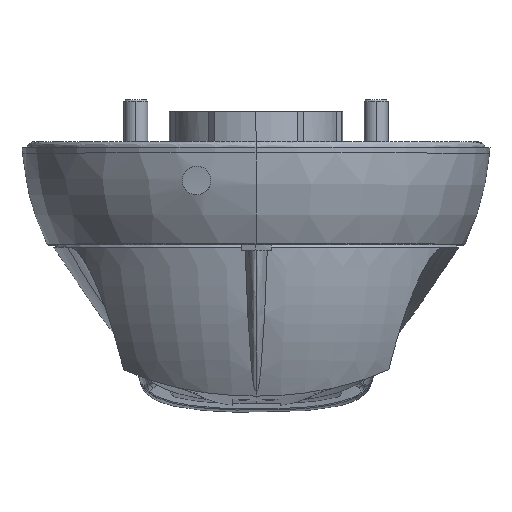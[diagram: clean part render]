
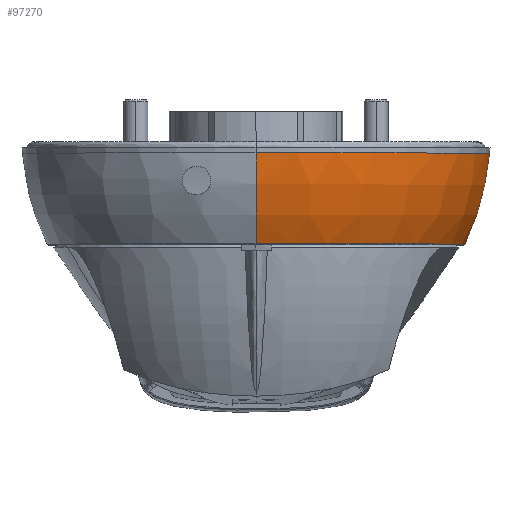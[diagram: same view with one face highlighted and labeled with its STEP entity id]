
A CAD part, top view. The second image highlights one B-rep face of the part: STEP entity #97270.
In plain terms, the highlighted toroidal (fillet/blend) face has major radius 7.615 mm and minor radius 31.3 mm.
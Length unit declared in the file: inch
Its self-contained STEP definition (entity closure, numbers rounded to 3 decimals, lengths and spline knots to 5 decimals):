
#4403 = DIRECTION ( 'NONE',  ( 0., 0., -1. ) ) ;
#5305 = AXIS2_PLACEMENT_3D ( 'NONE', #155090, #6414, #94065 ) ;
#6282 = CARTESIAN_POINT ( 'NONE',  ( 0., -0.0213, -0.29979 ) ) ;
#6370 = CARTESIAN_POINT ( 'NONE',  ( 0., -0.63184, 0. ) ) ;
#6414 = DIRECTION ( 'NONE',  ( 0., 1., 0. ) ) ;
#7010 = CARTESIAN_POINT ( 'NONE',  ( 0., -0.03543, -1.53199 ) ) ;
#18086 = EDGE_CURVE ( 'NONE', #133601, #22986, #127210, .T. ) ;
#18784 = DIRECTION ( 'NONE',  ( 0., 0., -1. ) ) ;
#18875 = DIRECTION ( 'NONE',  ( 0., 0., 1. ) ) ;
#21375 = AXIS2_PLACEMENT_3D ( 'NONE', #47730, #134148, #60204 ) ;
#22986 = VERTEX_POINT ( 'NONE', #56042 ) ;
#29666 = ORIENTED_EDGE ( 'NONE', *, *, #73897, .T. ) ;
#34592 = CIRCLE ( 'NONE', #102481, 1.37019 ) ;
#36890 = FACE_OUTER_BOUND ( 'NONE', #145709, .T. ) ;
#38231 = VERTEX_POINT ( 'NONE', #121265 ) ;
#39370 = VERTEX_POINT ( 'NONE', #7010 ) ;
#39861 = CARTESIAN_POINT ( 'NONE',  ( 1.37019, -0.63184, 0. ) ) ;
#44512 = ORIENTED_EDGE ( 'NONE', *, *, #141706, .T. ) ;
#47730 = CARTESIAN_POINT ( 'NONE',  ( 0., -0.63184, 0. ) ) ;
#47940 = VERTEX_POINT ( 'NONE', #153972 ) ;
#54352 = EDGE_CURVE ( 'NONE', #47940, #133601, #34592, .T. ) ;
#56042 = CARTESIAN_POINT ( 'NONE',  ( 0., -0.63184, -1.37019 ) ) ;
#58114 = CARTESIAN_POINT ( 'NONE',  ( 0., -0.0213, 0.29979 ) ) ;
#60204 = DIRECTION ( 'NONE',  ( 0., 0., 1. ) ) ;
#69090 = CIRCLE ( 'NONE', #94628, 1.23228 ) ;
#70524 = DIRECTION ( 'NONE',  ( 0., 0., 1. ) ) ;
#73897 = EDGE_CURVE ( 'NONE', #22986, #39370, #100663, .T. ) ;
#77138 = AXIS2_PLACEMENT_3D ( 'NONE', #6282, #92862, #18784 ) ;
#78585 = DIRECTION ( 'NONE',  ( 0., -1., 0. ) ) ;
#79693 = AXIS2_PLACEMENT_3D ( 'NONE', #152551, #78585, #4403 ) ;
#82823 = ORIENTED_EDGE ( 'NONE', *, *, #18086, .T. ) ;
#89894 = ORIENTED_EDGE ( 'NONE', *, *, #54352, .T. ) ;
#92862 = DIRECTION ( 'NONE',  ( 1., 0., 0. ) ) ;
#92950 = DIRECTION ( 'NONE',  ( 0., 1., 0. ) ) ;
#94065 = DIRECTION ( 'NONE',  ( 0., 0., 1. ) ) ;
#94628 = AXIS2_PLACEMENT_3D ( 'NONE', #58114, #144502, #70524 ) ;
#97270 = ADVANCED_FACE ( 'NONE', ( #36890 ), #131613, .T. ) ;
#100663 = CIRCLE ( 'NONE', #77138, 1.23228 ) ;
#102481 = AXIS2_PLACEMENT_3D ( 'NONE', #6370, #92950, #18875 ) ;
#106578 = ORIENTED_EDGE ( 'NONE', *, *, #121365, .F. ) ;
#121265 = CARTESIAN_POINT ( 'NONE',  ( 0., -0.03543, 1.53199 ) ) ;
#121365 = EDGE_CURVE ( 'NONE', #47940, #38231, #69090, .T. ) ;
#127210 = CIRCLE ( 'NONE', #21375, 1.37019 ) ;
#131613 = TOROIDAL_SURFACE ( 'NONE', #5305, 0.29979, 1.23228 ) ;
#133601 = VERTEX_POINT ( 'NONE', #39861 ) ;
#134148 = DIRECTION ( 'NONE',  ( 0., 1., 0. ) ) ;
#141706 = EDGE_CURVE ( 'NONE', #39370, #38231, #152849, .T. ) ;
#144502 = DIRECTION ( 'NONE',  ( -1., 0., 0. ) ) ;
#145709 = EDGE_LOOP ( 'NONE', ( #89894, #82823, #29666, #44512, #106578 ) ) ;
#152551 = CARTESIAN_POINT ( 'NONE',  ( 0., -0.03543, 0. ) ) ;
#152849 = CIRCLE ( 'NONE', #79693, 1.53199 ) ;
#153972 = CARTESIAN_POINT ( 'NONE',  ( 0., -0.63184, 1.37019 ) ) ;
#155090 = CARTESIAN_POINT ( 'NONE',  ( 0., -0.0213, 0. ) ) ;
